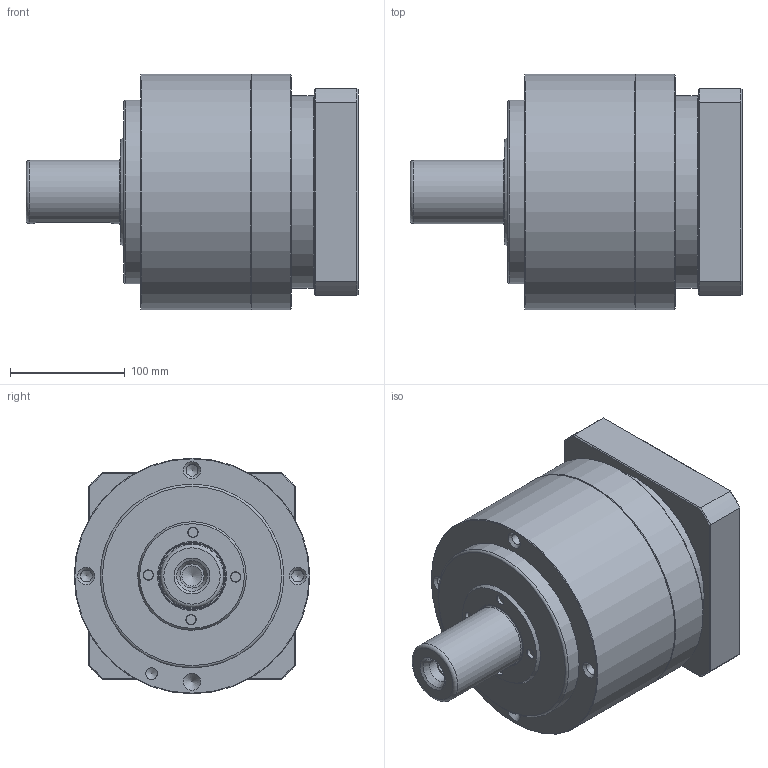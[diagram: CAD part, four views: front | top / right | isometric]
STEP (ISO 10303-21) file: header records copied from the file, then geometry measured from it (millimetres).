
FILE_DESCRIPTION(/* description */ (''),/* implementation_level */ '2;1');
FILE_NAME(/* name */ 'TE205-L1-35-114.3-200-M12-82-8.stp',/* time_stamp */ '2021-01-18T11:07:03+08:00',/* author */ (''),/* organization */ (''),/* preprocessor_version */ 'ST-DEVELOPER v16',/* originating_system */ 'SIEMENS PLM Software NX 10.0',/* authorisation */ '');
FILE_SCHEMA (('CONFIG_CONTROL_DESIGN'));
Length unit declared in the file: millimetre
Products named in the file (1): _model361
Bounding box: 289 x 205 x 205 mm (x, y, z)
Volume: 5806421.9 mm3; surface area: 461032.8 mm2
Topology: 7 solids, 7 shells, 276 faces, 617 edges, 380 vertices
Faces by surface type: cone 95, cylinder 93, plane 75, torus 13
Full cylindrical faces by diameter (mm): 6.8 x6, 8.4 x4, 9 x6, 10.2 x5, 10.3 x4, 11 x6, 12.5 x1, 15 x6, 17.5 x2, 21 x1, 21.47 x1, 35 x1, 55 x1, 57 x1, 58.5 x1, 60 x1, 64.1 x1, 64.5 x1, 65 x1, 67 x1, 69.6 x1, 70 x2, 75 x1, 90 x1, 94 x1, 94.5 x1, 110 x1, 114.3 x1, 142 x1, 150 x2
Entity records: 7310 total; most frequent: CARTESIAN_POINT 1694, DIRECTION 1183, ORIENTED_EDGE 868, AXIS2_PLACEMENT_3D 538, EDGE_LOOP 500, EDGE_CURVE 434, FACE_BOUND 431, VERTEX_POINT 368
